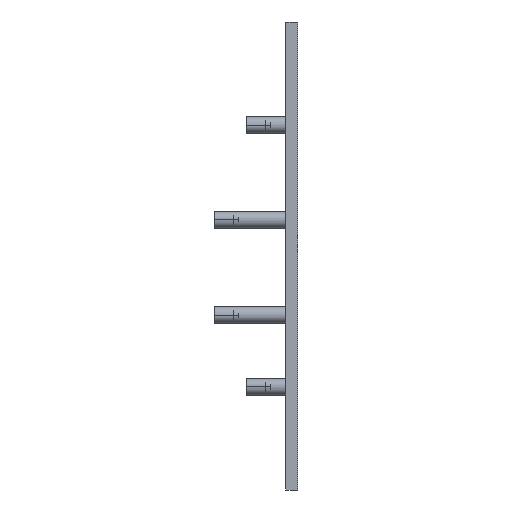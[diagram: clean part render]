
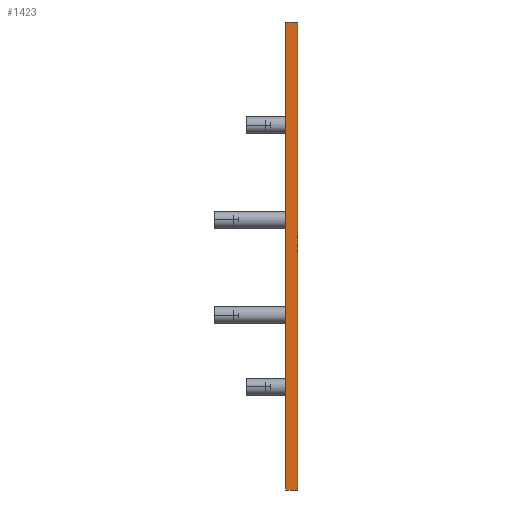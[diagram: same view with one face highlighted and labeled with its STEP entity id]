
A CAD part, left-side view. The second image highlights one B-rep face of the part: STEP entity #1423.
In plain terms, the highlighted planar face has unit normal (-1, 0, 0).
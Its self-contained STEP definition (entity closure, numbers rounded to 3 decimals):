
#28=DIRECTION('',(0.,0.,1.));
#29=VECTOR('',#28,118.);
#30=CARTESIAN_POINT('',(0.,0.,-59.));
#31=LINE('',#30,#29);
#172=DIRECTION('',(0.,1.,0.));
#173=VECTOR('',#172,3.);
#174=CARTESIAN_POINT('',(0.,0.,59.));
#175=LINE('',#174,#173);
#176=DIRECTION('',(0.,1.,0.));
#177=VECTOR('',#176,3.);
#178=CARTESIAN_POINT('',(0.,0.,-59.));
#179=LINE('',#178,#177);
#209=DIRECTION('',(0.,0.,1.));
#210=VECTOR('',#209,118.);
#211=CARTESIAN_POINT('',(0.,3.,-59.));
#212=LINE('',#211,#210);
#996=CARTESIAN_POINT('',(0.,0.,-59.));
#998=VERTEX_POINT('',#996);
#999=CARTESIAN_POINT('',(0.,0.,59.));
#1000=VERTEX_POINT('',#999);
#1006=CARTESIAN_POINT('',(0.,3.,-59.));
#1008=VERTEX_POINT('',#1006);
#1009=CARTESIAN_POINT('',(0.,3.,59.));
#1010=VERTEX_POINT('',#1009);
#1410=CARTESIAN_POINT('',(0.,0.,-59.));
#1411=DIRECTION('',(-1.,0.,0.));
#1412=DIRECTION('',(0.,0.,1.));
#1413=AXIS2_PLACEMENT_3D('',#1410,#1411,#1412);
#1414=PLANE('',#1413);
#1415=ORIENTED_EDGE('',*,*,#1296,.F.);
#1417=ORIENTED_EDGE('',*,*,#1416,.T.);
#1419=ORIENTED_EDGE('',*,*,#1418,.T.);
#1420=ORIENTED_EDGE('',*,*,#1402,.F.);
#1421=EDGE_LOOP('',(#1415,#1417,#1419,#1420));
#1422=FACE_OUTER_BOUND('',#1421,.F.);
#1296=EDGE_CURVE('',#998,#1000,#31,.T.);
#1402=EDGE_CURVE('',#1000,#1010,#175,.T.);
#1416=EDGE_CURVE('',#998,#1008,#179,.T.);
#1418=EDGE_CURVE('',#1008,#1010,#212,.T.);
#1423=ADVANCED_FACE('',(#1422),#1414,.T.);
